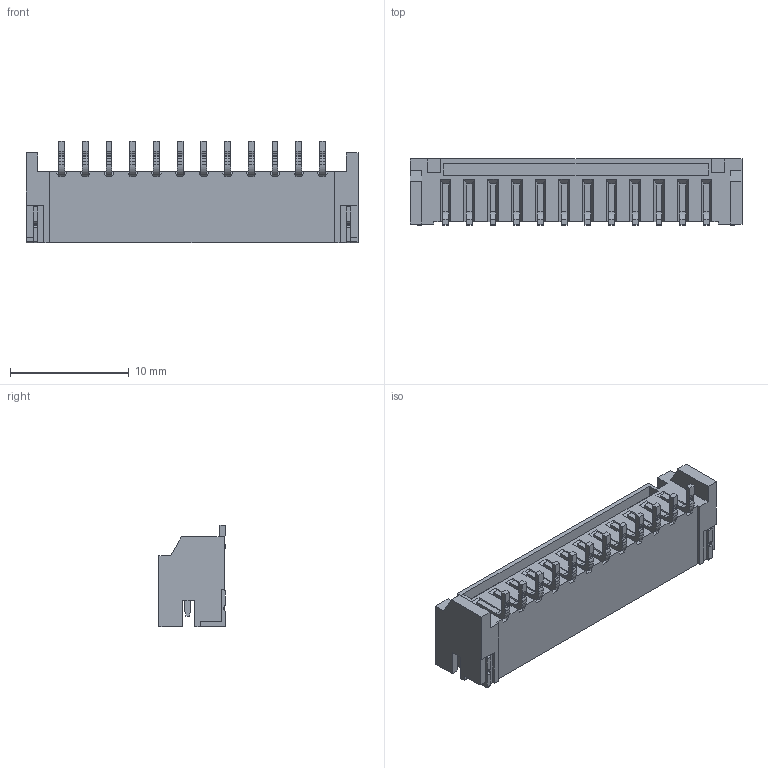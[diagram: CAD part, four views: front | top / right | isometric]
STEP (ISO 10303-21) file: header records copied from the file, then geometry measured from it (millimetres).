
FILE_DESCRIPTION((''),'2;1');
FILE_NAME('JS-1261R-12','2018-04-25T',('csrd01'),(''),'CREO PARAMETRIC BY PTC INC, 2017300','CREO PARAMETRIC BY PTC INC, 2017300','');
FILE_SCHEMA(('CONFIG_CONTROL_DESIGN'));
Length unit declared in the file: millimetre
Products named in the file (1): JS-1261R-12
Bounding box: 28 x 5.58 x 8.6 mm (x, y, z)
Volume: 387.2 mm3; surface area: 1324.8 mm2
Topology: 1 solids, 5 shells, 614 faces, 1667 edges, 1088 vertices
Faces by surface type: plane 518, cylinder 96
Entity records: 19041 total; most frequent: CARTESIAN_POINT 3405, ORIENTED_EDGE 3334, DIRECTION 3063, EDGE_CURVE 1667, VECTOR 1451, LINE 1451, VERTEX_POINT 1088, AXIS2_PLACEMENT_3D 806
